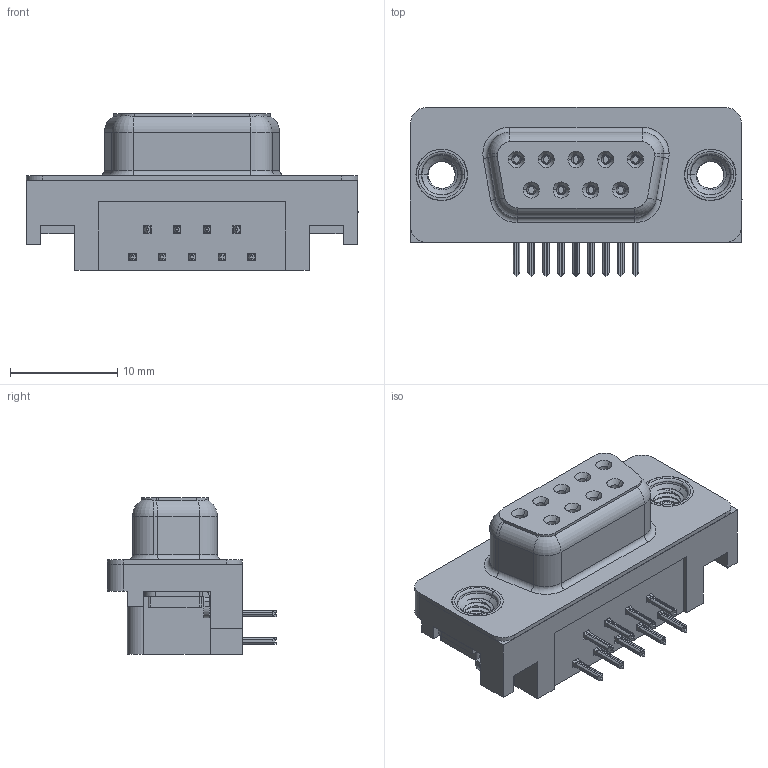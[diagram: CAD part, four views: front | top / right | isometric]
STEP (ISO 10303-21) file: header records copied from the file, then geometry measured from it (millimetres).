
FILE_DESCRIPTION (( 'STEP AP203' ), '1' );
FILE_NAME ('624-009-361-005.STEP', '2018-11-06T19:12:05', ( '' ), ( '' ), 'SwSTEP 2.0', 'SolidWorks 2016', '' );
FILE_SCHEMA (( 'CONFIG_CONTROL_DESIGN' ));
Length unit declared in the file: millimetre
Products named in the file (7): 624 Housing_9 Socket; 624 Shell_9 Socket; 624 Socket Bottom; 624 Contact Top; 624 Non Board Mount; 624 M3 Threaded Rivet; 624-009-361-005
Assembly tree (15 placements, depth 2):
  624-009-361-005
    624 Housing_9 Socket
    624 Shell_9 Socket
    624 Socket Bottom  x4
    624 Contact Top  x5
    624 Non Board Mount  x2
    624 M3 Threaded Rivet  x2
Bounding box: 30.89 x 15.73 x 14.6 mm (x, y, z)
Volume: 2931.6 mm3; surface area: 4338.2 mm2
Topology: 15 solids, 15 shells, 1520 faces, 3996 edges, 2522 vertices
Faces by surface type: plane 642, cylinder 410, bspline 314, cone 116, torus 38
Entity records: 22797 total; most frequent: CARTESIAN_POINT 8090, ORIENTED_EDGE 3016, DIRECTION 2606, EDGE_CURVE 1508, VERTEX_POINT 959, AXIS2_PLACEMENT_3D 869, VECTOR 868, LINE 868
